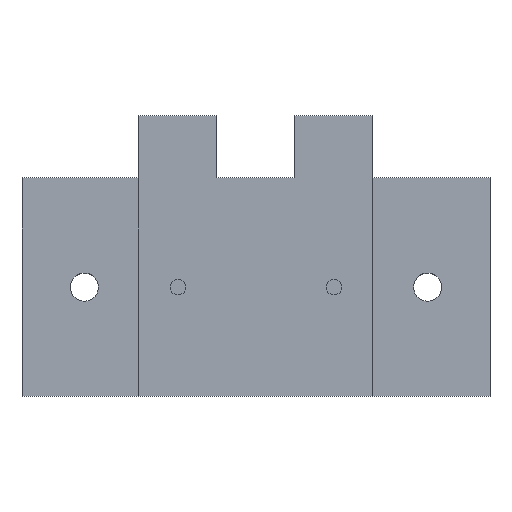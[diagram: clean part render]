
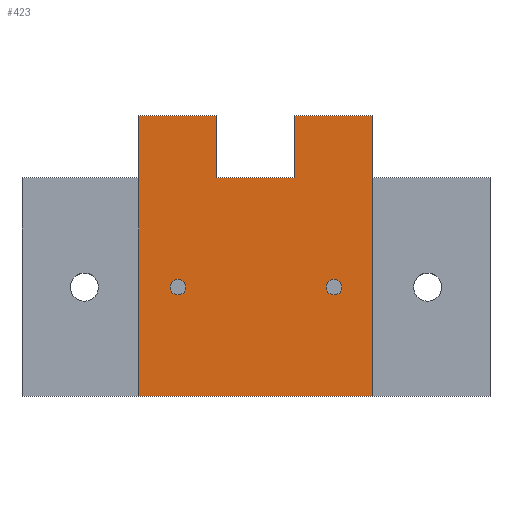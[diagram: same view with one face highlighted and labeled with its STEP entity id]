
A CAD part, top view. The second image highlights one B-rep face of the part: STEP entity #423.
In plain terms, the highlighted planar face has unit normal (0, 0, 1).
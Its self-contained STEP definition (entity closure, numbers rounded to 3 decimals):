
#21=FACE_BOUND('',#64,.T.);
#22=FACE_BOUND('',#65,.T.);
#27=CIRCLE('',#464,2.518);
#28=CIRCLE('',#465,2.518);
#37=FACE_OUTER_BOUND('',#63,.T.);
#63=EDGE_LOOP('',(#301,#302,#303,#304,#305,#306,#307,#308,#309,#310));
#64=EDGE_LOOP('',(#311));
#65=EDGE_LOOP('',(#312));
#87=LINE('',#609,#137);
#94=LINE('',#626,#144);
#101=LINE('',#642,#151);
#102=LINE('',#644,#152);
#103=LINE('',#646,#153);
#104=LINE('',#648,#154);
#105=LINE('',#650,#155);
#106=LINE('',#652,#156);
#107=LINE('',#653,#157);
#108=LINE('',#654,#158);
#137=VECTOR('',#493,10.);
#144=VECTOR('',#506,10.);
#151=VECTOR('',#519,10.);
#152=VECTOR('',#520,10.);
#153=VECTOR('',#521,10.);
#154=VECTOR('',#522,10.);
#155=VECTOR('',#523,10.);
#156=VECTOR('',#524,10.);
#157=VECTOR('',#525,10.);
#158=VECTOR('',#526,10.);
#187=VERTEX_POINT('',#607);
#188=VERTEX_POINT('',#608);
#194=VERTEX_POINT('',#624);
#195=VERTEX_POINT('',#625);
#201=VERTEX_POINT('',#641);
#202=VERTEX_POINT('',#643);
#203=VERTEX_POINT('',#645);
#204=VERTEX_POINT('',#647);
#205=VERTEX_POINT('',#649);
#206=VERTEX_POINT('',#651);
#207=VERTEX_POINT('',#655);
#208=VERTEX_POINT('',#657);
#225=EDGE_CURVE('',#187,#188,#87,.T.);
#233=EDGE_CURVE('',#194,#195,#94,.T.);
#241=EDGE_CURVE('',#188,#201,#101,.T.);
#242=EDGE_CURVE('',#202,#201,#102,.T.);
#243=EDGE_CURVE('',#202,#203,#103,.T.);
#244=EDGE_CURVE('',#203,#204,#104,.T.);
#245=EDGE_CURVE('',#204,#205,#105,.T.);
#246=EDGE_CURVE('',#205,#206,#106,.T.);
#247=EDGE_CURVE('',#206,#194,#107,.T.);
#248=EDGE_CURVE('',#187,#195,#108,.T.);
#249=EDGE_CURVE('',#207,#207,#27,.T.);
#250=EDGE_CURVE('',#208,#208,#28,.T.);
#301=ORIENTED_EDGE('',*,*,#225,.T.);
#302=ORIENTED_EDGE('',*,*,#241,.T.);
#303=ORIENTED_EDGE('',*,*,#242,.F.);
#304=ORIENTED_EDGE('',*,*,#243,.T.);
#305=ORIENTED_EDGE('',*,*,#244,.T.);
#306=ORIENTED_EDGE('',*,*,#245,.T.);
#307=ORIENTED_EDGE('',*,*,#246,.T.);
#308=ORIENTED_EDGE('',*,*,#247,.T.);
#309=ORIENTED_EDGE('',*,*,#233,.T.);
#310=ORIENTED_EDGE('',*,*,#248,.F.);
#311=ORIENTED_EDGE('',*,*,#249,.T.);
#312=ORIENTED_EDGE('',*,*,#250,.T.);
#403=PLANE('',#463);
#423=ADVANCED_FACE('',(#37,#21,#22),#403,.F.);
#463=AXIS2_PLACEMENT_3D('',#640,#517,#518);
#464=AXIS2_PLACEMENT_3D('',#656,#527,#528);
#465=AXIS2_PLACEMENT_3D('',#658,#529,#530);
#493=DIRECTION('',(0.,1.,0.));
#506=DIRECTION('',(0.,-1.,0.));
#517=DIRECTION('center_axis',(0.,0.,-1.));
#518=DIRECTION('ref_axis',(-1.,0.,0.));
#519=DIRECTION('',(0.,1.,0.));
#520=DIRECTION('',(1.,0.,0.));
#521=DIRECTION('',(0.,-1.,0.));
#522=DIRECTION('',(-1.,0.,0.));
#523=DIRECTION('',(0.,1.,0.));
#524=DIRECTION('',(-1.,0.,0.));
#525=DIRECTION('',(0.,-1.,0.));
#526=DIRECTION('',(-1.,0.,0.));
#527=DIRECTION('center_axis',(0.,0.,-1.));
#528=DIRECTION('ref_axis',(1.,0.,0.));
#529=DIRECTION('center_axis',(0.,0.,-1.));
#530=DIRECTION('ref_axis',(1.,0.,0.));
#607=CARTESIAN_POINT('',(66.,-41.568,25.719));
#608=CARTESIAN_POINT('',(66.,28.432,25.719));
#609=CARTESIAN_POINT('',(66.,21.716,25.719));
#624=CARTESIAN_POINT('',(-9.,28.432,25.719));
#625=CARTESIAN_POINT('',(-9.,-41.568,25.719));
#626=CARTESIAN_POINT('',(-9.,-13.284,25.719));
#640=CARTESIAN_POINT('Origin',(28.5,15.,25.719));
#641=CARTESIAN_POINT('',(66.,48.432,25.719));
#642=CARTESIAN_POINT('',(66.,22.716,25.719));
#643=CARTESIAN_POINT('',(41.,48.432,25.719));
#644=CARTESIAN_POINT('',(58.5,48.432,25.719));
#645=CARTESIAN_POINT('',(41.,28.432,25.719));
#646=CARTESIAN_POINT('',(41.,23.344,25.719));
#647=CARTESIAN_POINT('',(16.,28.432,25.719));
#648=CARTESIAN_POINT('',(42.75,28.432,25.719));
#649=CARTESIAN_POINT('',(16.,48.432,25.719));
#650=CARTESIAN_POINT('',(16.,23.344,25.719));
#651=CARTESIAN_POINT('',(-9.,48.432,25.719));
#652=CARTESIAN_POINT('',(-1.5,48.432,25.719));
#653=CARTESIAN_POINT('',(-9.,22.716,25.719));
#654=CARTESIAN_POINT('',(-1.5,-41.568,25.719));
#655=CARTESIAN_POINT('',(0.983,-6.568,25.719));
#656=CARTESIAN_POINT('Origin',(3.5,-6.568,25.719));
#657=CARTESIAN_POINT('',(50.983,-6.568,25.719));
#658=CARTESIAN_POINT('Origin',(53.5,-6.568,25.719));
